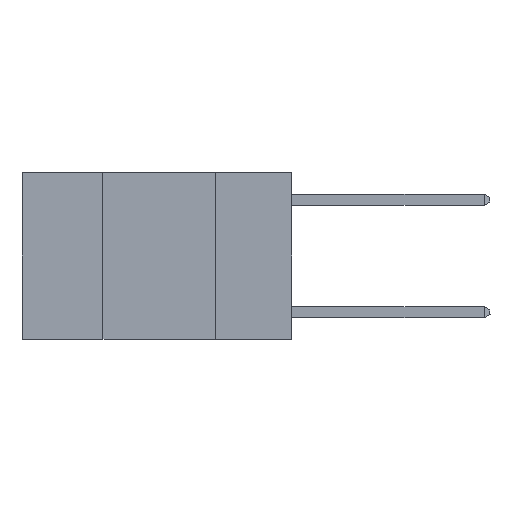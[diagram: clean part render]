
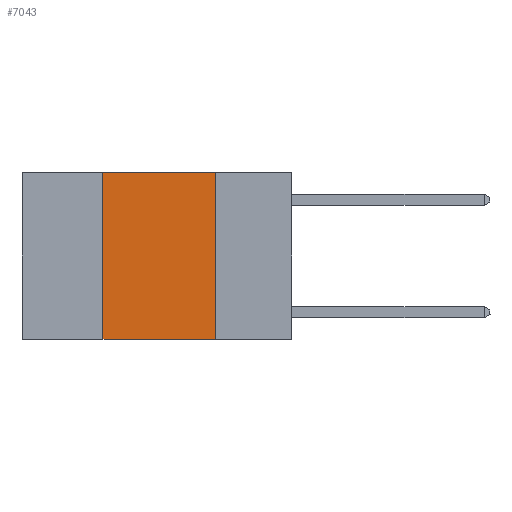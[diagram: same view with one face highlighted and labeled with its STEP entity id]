
A CAD part, left-side view. The second image highlights one B-rep face of the part: STEP entity #7043.
In plain terms, the highlighted planar face has unit normal (-1, 0, 0).
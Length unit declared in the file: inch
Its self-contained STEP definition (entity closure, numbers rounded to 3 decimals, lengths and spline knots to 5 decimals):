
#246 = CARTESIAN_POINT ( 'NONE',  ( 0., 0.42, 0. ) ) ;
#335 = DIRECTION ( 'NONE',  ( 0., 0., -1. ) ) ;
#432 = FACE_OUTER_BOUND ( 'NONE', #9237, .T. ) ;
#451 = CARTESIAN_POINT ( 'NONE',  ( 0., 0.17, 0. ) ) ;
#578 = CARTESIAN_POINT ( 'NONE',  ( 0., 0.42, 0. ) ) ;
#659 = ORIENTED_EDGE ( 'NONE', *, *, #9713, .F. ) ;
#731 = CARTESIAN_POINT ( 'NONE',  ( 0., 0.17, -0.37 ) ) ;
#795 = CARTESIAN_POINT ( 'NONE',  ( 0., 0.17, 0. ) ) ;
#1633 = EDGE_CURVE ( 'NONE', #1979, #5969, #4219, .T. ) ;
#1916 = VECTOR ( 'NONE', #6783, 39.37008 ) ;
#1979 = VERTEX_POINT ( 'NONE', #451 ) ;
#2000 = CARTESIAN_POINT ( 'NONE',  ( 0., 0.42, -0.37 ) ) ;
#2893 = EDGE_CURVE ( 'NONE', #9166, #1979, #7478, .T. ) ;
#3038 = DIRECTION ( 'NONE',  ( 0., -1., 0. ) ) ;
#3236 = DIRECTION ( 'NONE',  ( 0., 0., -1. ) ) ;
#3451 = CARTESIAN_POINT ( 'NONE',  ( 0., 0.6, 0. ) ) ;
#3470 = CARTESIAN_POINT ( 'NONE',  ( 0., 0.6, 0. ) ) ;
#3579 = AXIS2_PLACEMENT_3D ( 'NONE', #3451, #4351, #335 ) ;
#4080 = LINE ( 'NONE', #5462, #9881 ) ;
#4219 = LINE ( 'NONE', #795, #10389 ) ;
#4351 = DIRECTION ( 'NONE',  ( 1., 0., 0. ) ) ;
#4418 = ORIENTED_EDGE ( 'NONE', *, *, #8239, .T. ) ;
#5462 = CARTESIAN_POINT ( 'NONE',  ( 0., 0.6, -0.37 ) ) ;
#5936 = LINE ( 'NONE', #246, #1916 ) ;
#5969 = VERTEX_POINT ( 'NONE', #731 ) ;
#6539 = VERTEX_POINT ( 'NONE', #2000 ) ;
#6587 = ORIENTED_EDGE ( 'NONE', *, *, #1633, .F. ) ;
#6783 = DIRECTION ( 'NONE',  ( 0., 0., 1. ) ) ;
#7043 = ADVANCED_FACE ( 'NONE', ( #432 ), #7462, .F. ) ;
#7462 = PLANE ( 'NONE',  #3579 ) ;
#7478 = LINE ( 'NONE', #3470, #9212 ) ;
#8239 = EDGE_CURVE ( 'NONE', #6539, #5969, #4080, .T. ) ;
#8331 = DIRECTION ( 'NONE',  ( 0., -1., 0. ) ) ;
#8591 = ORIENTED_EDGE ( 'NONE', *, *, #2893, .F. ) ;
#9166 = VERTEX_POINT ( 'NONE', #578 ) ;
#9212 = VECTOR ( 'NONE', #8331, 39.37008 ) ;
#9237 = EDGE_LOOP ( 'NONE', ( #6587, #8591, #659, #4418 ) ) ;
#9713 = EDGE_CURVE ( 'NONE', #6539, #9166, #5936, .T. ) ;
#9881 = VECTOR ( 'NONE', #3038, 39.37008 ) ;
#10389 = VECTOR ( 'NONE', #3236, 39.37008 ) ;
